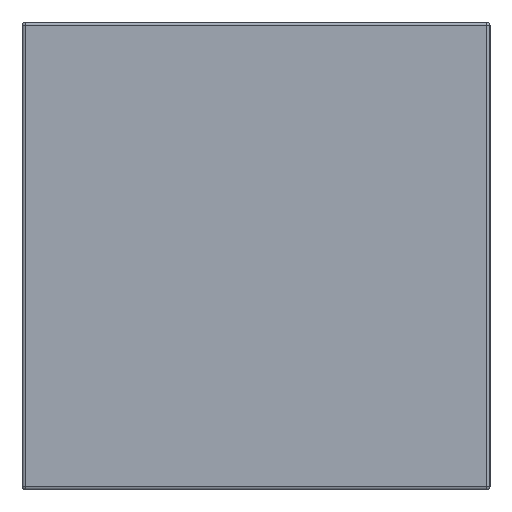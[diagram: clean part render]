
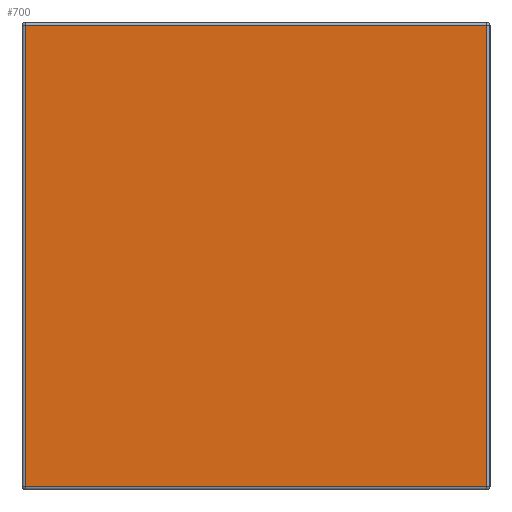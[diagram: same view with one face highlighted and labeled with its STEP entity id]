
A CAD part, left-side view. The second image highlights one B-rep face of the part: STEP entity #700.
In plain terms, the highlighted planar face has unit normal (-1, 0, 0).
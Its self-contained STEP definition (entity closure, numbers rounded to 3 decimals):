
#7 = AXIS2_PLACEMENT_3D ( 'NONE', #298, #439, #440 ) ;
#38 = CARTESIAN_POINT ( 'NONE',  ( -1.6, 0.012, 0.8 ) ) ;
#41 = CARTESIAN_POINT ( 'NONE',  ( -1.6, 1.612, -0.8 ) ) ;
#75 = VERTEX_POINT ( 'NONE', #547 ) ;
#93 = VERTEX_POINT ( 'NONE', #551 ) ;
#97 = VERTEX_POINT ( 'NONE', #41 ) ;
#99 = VERTEX_POINT ( 'NONE', #38 ) ;
#144 = DIRECTION ( 'NONE',  ( 0., 0., 1. ) ) ;
#293 = CARTESIAN_POINT ( 'NONE',  ( -1.6, 0.012, 0.8 ) ) ;
#298 = CARTESIAN_POINT ( 'NONE',  ( -1.6, 0.012, 0.8 ) ) ;
#303 = PLANE ( 'NONE',  #7 ) ;
#439 = DIRECTION ( 'NONE',  ( 1., 0., 0. ) ) ;
#440 = DIRECTION ( 'NONE',  ( 0., 0., -1. ) ) ;
#488 = DIRECTION ( 'NONE',  ( 0., 1., 0. ) ) ;
#490 = CARTESIAN_POINT ( 'NONE',  ( -1.6, 0.012, 0.8 ) ) ;
#492 = DIRECTION ( 'NONE',  ( 0., 0., -1. ) ) ;
#493 = CARTESIAN_POINT ( 'NONE',  ( -1.6, 1.612, 0.8 ) ) ;
#494 = DIRECTION ( 'NONE',  ( 0., -1., 0. ) ) ;
#547 = CARTESIAN_POINT ( 'NONE',  ( -1.6, 0.012, -0.8 ) ) ;
#551 = CARTESIAN_POINT ( 'NONE',  ( -1.6, 1.612, 0.8 ) ) ;
#557 = CARTESIAN_POINT ( 'NONE',  ( -1.6, 0.012, -0.8 ) ) ;
#662 = EDGE_LOOP ( 'NONE', ( #932, #933, #934, #771 ) ) ;
#692 = EDGE_CURVE ( 'NONE', #75, #99, #973, .T. ) ;
#695 = EDGE_CURVE ( 'NONE', #97, #75, #978, .T. ) ;
#696 = EDGE_CURVE ( 'NONE', #93, #97, #980, .T. ) ;
#697 = EDGE_CURVE ( 'NONE', #99, #93, #982, .T. ) ;
#700 = ADVANCED_FACE ( 'NONE', ( #984 ), #303, .F. ) ;
#771 = ORIENTED_EDGE ( 'NONE', *, *, #697, .T. ) ;
#932 = ORIENTED_EDGE ( 'NONE', *, *, #696, .T. ) ;
#933 = ORIENTED_EDGE ( 'NONE', *, *, #695, .T. ) ;
#934 = ORIENTED_EDGE ( 'NONE', *, *, #692, .T. ) ;
#973 = LINE ( 'NONE', #293, #974 ) ;
#974 = VECTOR ( 'NONE', #144, 1000. ) ;
#975 = VECTOR ( 'NONE', #494, 1000. ) ;
#978 = LINE ( 'NONE', #557, #975 ) ;
#980 = LINE ( 'NONE', #493, #981 ) ;
#981 = VECTOR ( 'NONE', #492, 1000. ) ;
#982 = LINE ( 'NONE', #490, #983 ) ;
#983 = VECTOR ( 'NONE', #488, 1000. ) ;
#984 = FACE_OUTER_BOUND ( 'NONE', #662, .T. ) ;
